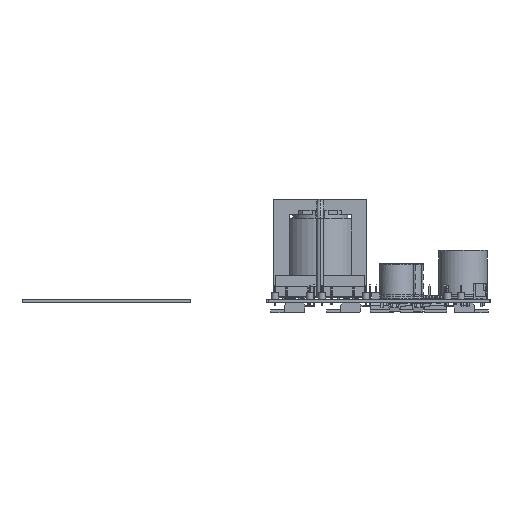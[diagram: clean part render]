
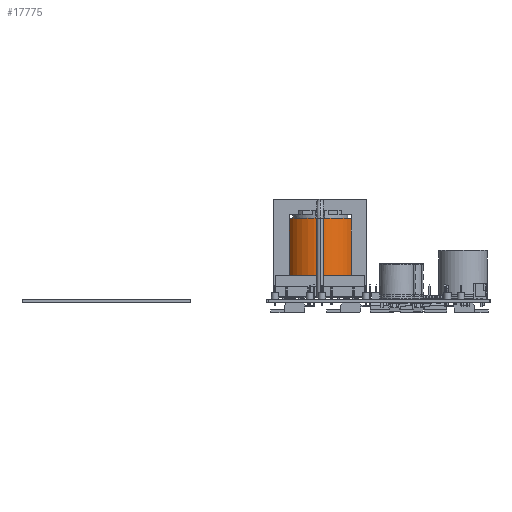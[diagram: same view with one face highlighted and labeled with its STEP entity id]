
A CAD part, left-side view. The second image highlights one B-rep face of the part: STEP entity #17775.
In plain terms, the highlighted cylindrical face has radius 16 mm (diameter 32 mm), a partial arc.
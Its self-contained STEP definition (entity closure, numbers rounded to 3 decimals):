
#17775 = ADVANCED_FACE('',(#17776),#17812,.T.);
#17776 = FACE_BOUND('',#17777,.T.);
#17777 = EDGE_LOOP('',(#17778,#17789,#17797,#17806));
#17778 = ORIENTED_EDGE('',*,*,#17779,.F.);
#17779 = EDGE_CURVE('',#17780,#17782,#17784,.T.);
#17780 = VERTEX_POINT('',#17781);
#17781 = CARTESIAN_POINT('',(0.,26.,16.));
#17782 = VERTEX_POINT('',#17783);
#17783 = CARTESIAN_POINT('',(0.,26.,-16.));
#17784 = CIRCLE('',#17785,16.);
#17785 = AXIS2_PLACEMENT_3D('',#17786,#17787,#17788);
#17786 = CARTESIAN_POINT('',(0.,26.,0.));
#17787 = DIRECTION('',(0.,1.,0.));
#17788 = DIRECTION('',(0.,-0.,1.));
#17789 = ORIENTED_EDGE('',*,*,#17790,.T.);
#17790 = EDGE_CURVE('',#17780,#17791,#17793,.T.);
#17791 = VERTEX_POINT('',#17792);
#17792 = CARTESIAN_POINT('',(0.,0.,16.));
#17793 = LINE('',#17794,#17795);
#17794 = CARTESIAN_POINT('',(0.,26.,16.));
#17795 = VECTOR('',#17796,1.);
#17796 = DIRECTION('',(-0.,-1.,-0.));
#17797 = ORIENTED_EDGE('',*,*,#17798,.T.);
#17798 = EDGE_CURVE('',#17791,#17799,#17801,.T.);
#17799 = VERTEX_POINT('',#17800);
#17800 = CARTESIAN_POINT('',(0.,0.,-16.));
#17801 = CIRCLE('',#17802,16.);
#17802 = AXIS2_PLACEMENT_3D('',#17803,#17804,#17805);
#17803 = CARTESIAN_POINT('',(0.,0.,0.));
#17804 = DIRECTION('',(0.,1.,0.));
#17805 = DIRECTION('',(0.,-0.,1.));
#17806 = ORIENTED_EDGE('',*,*,#17807,.F.);
#17807 = EDGE_CURVE('',#17782,#17799,#17808,.T.);
#17808 = LINE('',#17809,#17810);
#17809 = CARTESIAN_POINT('',(0.,26.,-16.));
#17810 = VECTOR('',#17811,1.);
#17811 = DIRECTION('',(-0.,-1.,-0.));
#17812 = CYLINDRICAL_SURFACE('',#17813,16.);
#17813 = AXIS2_PLACEMENT_3D('',#17814,#17815,#17816);
#17814 = CARTESIAN_POINT('',(0.,26.,0.));
#17815 = DIRECTION('',(-0.,-1.,-0.));
#17816 = DIRECTION('',(0.,0.,-1.));
